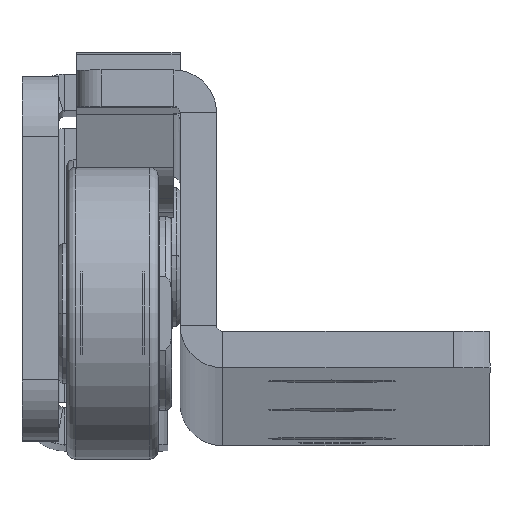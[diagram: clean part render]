
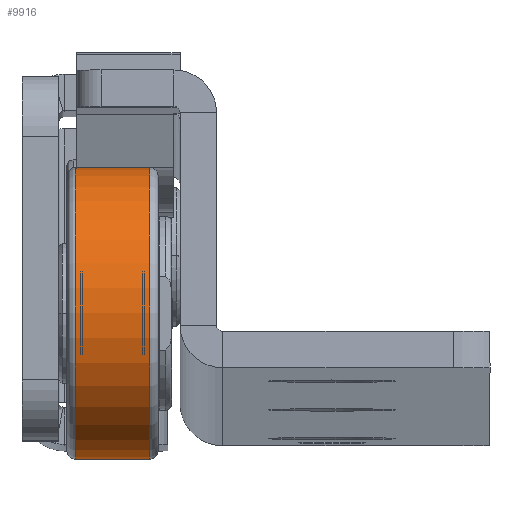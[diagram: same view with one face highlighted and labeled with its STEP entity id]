
A CAD part, top view. The second image highlights one B-rep face of the part: STEP entity #9916.
In plain terms, the highlighted cylindrical face has radius 12 mm (diameter 24 mm), a partial arc.
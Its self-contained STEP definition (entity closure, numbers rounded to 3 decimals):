
#290 = AXIS2_PLACEMENT_3D ( 'NONE', #11659, #1339, #5964 ) ;
#1061 = CARTESIAN_POINT ( 'NONE',  ( -3.05, -12., 0. ) ) ;
#1339 = DIRECTION ( 'NONE',  ( -1., 0., 0. ) ) ;
#1455 = DIRECTION ( 'NONE',  ( -1., 0., 0. ) ) ;
#1843 = CARTESIAN_POINT ( 'NONE',  ( 3.05, -12., 0. ) ) ;
#2022 = CARTESIAN_POINT ( 'NONE',  ( -3.05, 0., 0. ) ) ;
#2233 = CARTESIAN_POINT ( 'NONE',  ( 3.05, 12., 0. ) ) ;
#3731 = EDGE_CURVE ( 'NONE', #8400, #8696, #14110, .T. ) ;
#4035 = DIRECTION ( 'NONE',  ( -1., 0., 0. ) ) ;
#4161 = VECTOR ( 'NONE', #8897, 1000. ) ;
#4402 = EDGE_CURVE ( 'NONE', #8400, #9798, #14368, .T. ) ;
#5572 = CARTESIAN_POINT ( 'NONE',  ( -3.75, -12., 0. ) ) ;
#5964 = DIRECTION ( 'NONE',  ( 0., -1., 0. ) ) ;
#6404 = ORIENTED_EDGE ( 'NONE', *, *, #4402, .F. ) ;
#7037 = ORIENTED_EDGE ( 'NONE', *, *, #3731, .T. ) ;
#7074 = ORIENTED_EDGE ( 'NONE', *, *, #11441, .T. ) ;
#8289 = AXIS2_PLACEMENT_3D ( 'NONE', #9722, #1455, #14366 ) ;
#8400 = VERTEX_POINT ( 'NONE', #2233 ) ;
#8696 = VERTEX_POINT ( 'NONE', #1843 ) ;
#8704 = CIRCLE ( 'NONE', #13553, 12. ) ;
#8897 = DIRECTION ( 'NONE',  ( -1., 0., 0. ) ) ;
#8905 = DIRECTION ( 'NONE',  ( 1., 0., 0. ) ) ;
#9362 = EDGE_CURVE ( 'NONE', #8696, #10212, #12114, .T. ) ;
#9722 = CARTESIAN_POINT ( 'NONE',  ( -3.75, 0., 0. ) ) ;
#9798 = VERTEX_POINT ( 'NONE', #11702 ) ;
#9916 = ADVANCED_FACE ( 'NONE', ( #14136 ), #11848, .T. ) ;
#10212 = VERTEX_POINT ( 'NONE', #1061 ) ;
#11441 = EDGE_CURVE ( 'NONE', #10212, #9798, #8704, .T. ) ;
#11659 = CARTESIAN_POINT ( 'NONE',  ( 3.05, 0., 0. ) ) ;
#11660 = EDGE_LOOP ( 'NONE', ( #6404, #7037, #14855, #7074 ) ) ;
#11661 = VECTOR ( 'NONE', #4035, 1000. ) ;
#11702 = CARTESIAN_POINT ( 'NONE',  ( -3.05, 12., 0. ) ) ;
#11848 = CYLINDRICAL_SURFACE ( 'NONE', #8289, 12. ) ;
#11994 = CARTESIAN_POINT ( 'NONE',  ( -3.75, 12., 0. ) ) ;
#12114 = LINE ( 'NONE', #5572, #4161 ) ;
#13553 = AXIS2_PLACEMENT_3D ( 'NONE', #2022, #8905, #14996 ) ;
#14110 = CIRCLE ( 'NONE', #290, 12. ) ;
#14136 = FACE_OUTER_BOUND ( 'NONE', #11660, .T. ) ;
#14366 = DIRECTION ( 'NONE',  ( 0., -1., 0. ) ) ;
#14368 = LINE ( 'NONE', #11994, #11661 ) ;
#14855 = ORIENTED_EDGE ( 'NONE', *, *, #9362, .T. ) ;
#14996 = DIRECTION ( 'NONE',  ( 0., 1., 0. ) ) ;
